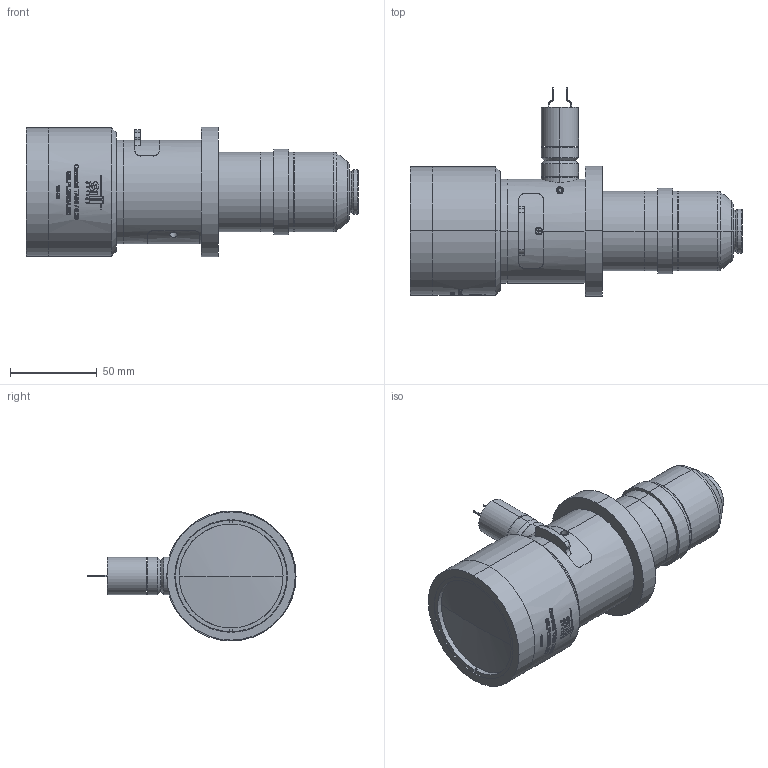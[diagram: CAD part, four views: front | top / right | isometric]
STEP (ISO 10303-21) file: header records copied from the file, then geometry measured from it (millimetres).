
FILE_DESCRIPTION (( 'STEP AP203' ), '1' );
FILE_NAME ('S5LPL2893_LED_01.STEP', '2022-03-03T12:41:13', ( '' ), ( '' ), 'SwSTEP 2.0', 'SolidWorks 2021', '' );
FILE_SCHEMA (( 'CONFIG_CONTROL_DESIGN' ));
Length unit declared in the file: millimetre
Products named in the file (42): 079806; 134317; 151204_S5LPL2893-LED; S5LMN2935; DIN 913 - M3 x 3-N_DIN 913 - M3 x 3-N; 473402; 134330; 134318; DIN 912 M2 x 10 --- 10N_DIN 912 M2 x 10 --- 10N; S5LED0011; S5ELE1365; 518003; S5LPL2893_LED_01; 134316; 473403; S5LAO1199; O-Ring 15x1; DIN 912 M2 x 4 --- 4N_DIN 912 M2 x 4 --- 4N; 134301; 110805; S5FIL0201; 110807; DIN 914 - M3 x 4-N_DIN 914 - M3 x 4-N; 134319; Anschlußkabel 300 mm^134301; 163501; S5MEC0010; S0LPG1363; 053710; 518002; 516702; S5LAO2935; 516701; S5LDX1199; 438602; 518001; 097108; 236908; 473401; 518004 ...
Assembly tree (45 placements, depth 4):
  S5LPL2893_LED_01
    S5LAO1199
      S5LDX1199
    097108
    110805
    110807
    473401
      S5LAO2935
        S5LMN2935
      473402
      473403
      438602
      473405
      079806
      236908
      S5MEC0010
      DIN 913 - M3 x 3-N_DIN 913 - M3 x 3-N
    DIN 913 - M3 x 3-N_DIN 913 - M3 x 3-N
    518001
      518002
      518003
      518004
      516701
        516702
        S0LPG1363
      O-Ring 15x1
      DIN 912 M2 x 10 --- 10N_DIN 912 M2 x 10 --- 10N
      DIN 912 M2 x 4 --- 4N_DIN 912 M2 x 4 --- 4N  x2
      DIN 914 - M3 x 4-N_DIN 914 - M3 x 4-N
    151204_S5LPL2893-LED
    163501
      134316  x2
      S0DIF1363
      S5FIL0201
      134301
        134317
        134319
        134330
        S5ELE1365
        S5LED0011
        Anschlußkabel 300 mm^134301  x2
      053710
      134318
Bounding box: 191.61 x 120.13 x 75 mm (x, y, z)
Volume: 316679.1 mm3; surface area: 151029.5 mm2
Topology: 38 solids, 38 shells, 1645 faces, 3974 edges, 2519 vertices
Faces by surface type: plane 493, cylinder 449, bspline 371, cone 207, torus 116, sphere 9
Entity records: 89332 total; most frequent: CARTESIAN_POINT 50715, ORIENTED_EDGE 7504, DIRECTION 6269, EDGE_CURVE 3752, AXIS2_PLACEMENT_3D 2534, VERTEX_POINT 2395, EDGE_LOOP 1741, ADVANCED_FACE 1548
